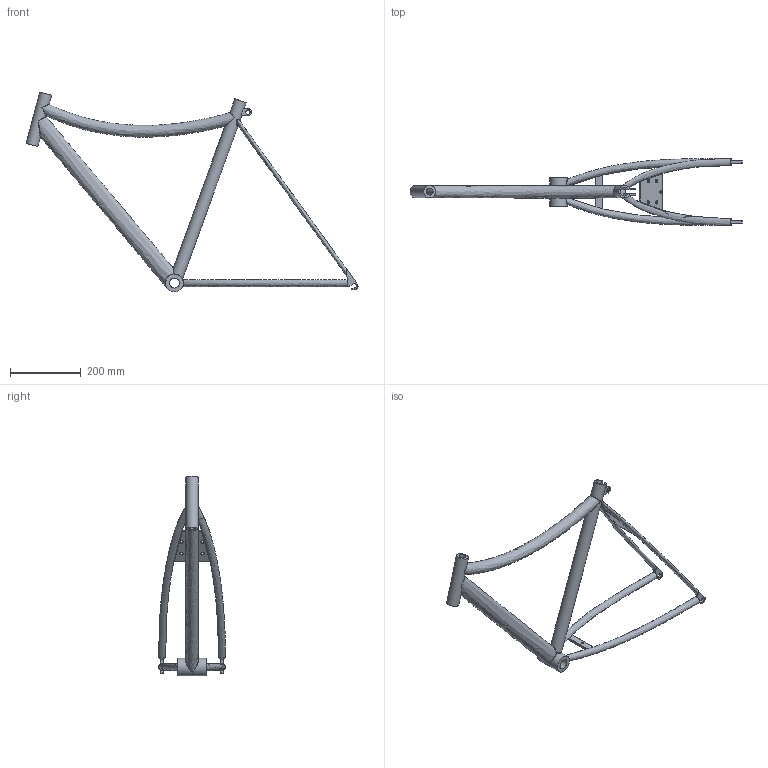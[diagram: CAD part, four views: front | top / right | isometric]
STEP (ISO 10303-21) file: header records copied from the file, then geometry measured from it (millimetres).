
FILE_DESCRIPTION( ( '' ), ' ' );
FILE_NAME( '5bf45f47d70eb716affcf4c4.step', '2018-11-20T19:23:58', ( '' ), ( '' ), ' ', ' ', ' ' );
FILE_SCHEMA( ( 'AUTOMOTIVE_DESIGN { 1 0 10303 214 1 1 1 1 }' ) );
Length unit declared in the file: metre
Products named in the file (2): Assem1; Part1
Assembly tree (1 placements, depth 2):
  Assem1
    Part1
Bounding box: 941.37 x 190 x 566.43 mm (x, y, z)
Volume: 2489376.2 mm3; surface area: 378868.6 mm2
Topology: 1 solids, 1 shells, 181 faces, 509 edges, 297 vertices
Faces by surface type: bspline 68, cylinder 52, plane 48, sphere 8, extrusion 5
Full cylindrical faces by diameter (mm): 6 x1, 8 x1, 10 x4, 12 x2, 20 x1, 28 x1, 35 x2, 50 x1
Entity records: 28838 total; most frequent: CARTESIAN_POINT 23554, ORIENTED_EDGE 874, DIRECTION 633, EDGE_CURVE 437, VERTEX_POINT 279, AXIS2_PLACEMENT_3D 251, EDGE_LOOP 232, FACE_OUTER_BOUND 202
